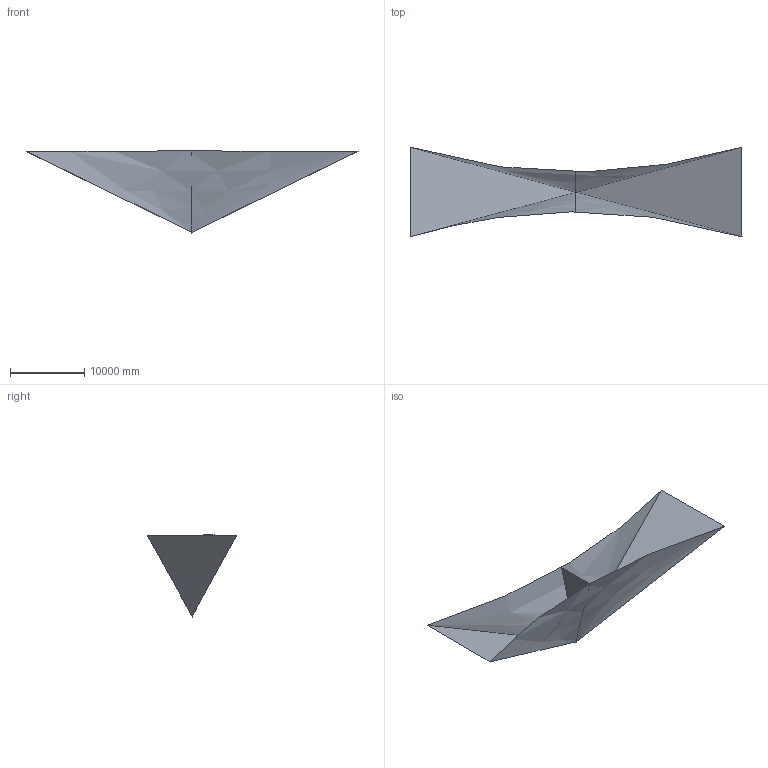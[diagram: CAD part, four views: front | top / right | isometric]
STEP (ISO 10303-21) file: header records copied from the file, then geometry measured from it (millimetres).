
FILE_DESCRIPTION (( 'STEP AP203' ), '1' );
FILE_NAME ('HS-AT128±êÆ·-20220713.STEP', '2022-08-23T03:33:54', ( 'hesai' ), ( '' ), 'SwSTEP 2.0', 'SolidWorks 2019', '' );
FILE_SCHEMA (( 'CONFIG_CONTROL_DESIGN' ));
Length unit declared in the file: millimetre
Products named in the file (1): HS-AT128梓こ-20220713
Bounding box: 44750.41 x 12067.23 x 11060.57 mm (x, y, z)
Surface area: 833253779.5 mm2 (no closed solid volume)
Topology: 0 solids, 16 shells, 4802 faces, 12730 edges, 8174 vertices
Faces by surface type: plane 2913, bspline 944, cylinder 778, cone 142, torus 25
Entity records: 229402 total; most frequent: CARTESIAN_POINT 119114, ORIENTED_EDGE 25370, DIRECTION 18710, EDGE_CURVE 12691, VERTEX_POINT 8174, VECTOR 7992, LINE 7992, AXIS2_PLACEMENT_3D 5359
